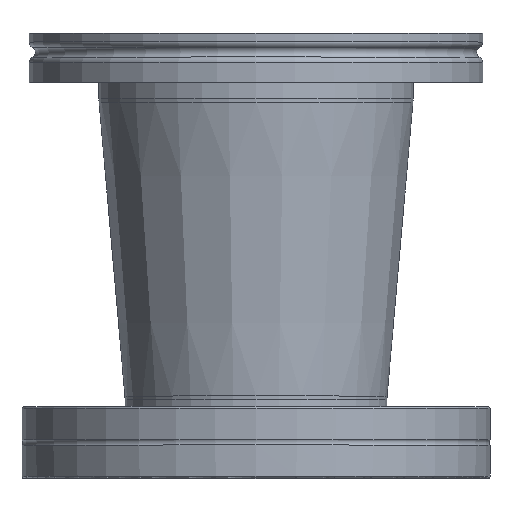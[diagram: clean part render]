
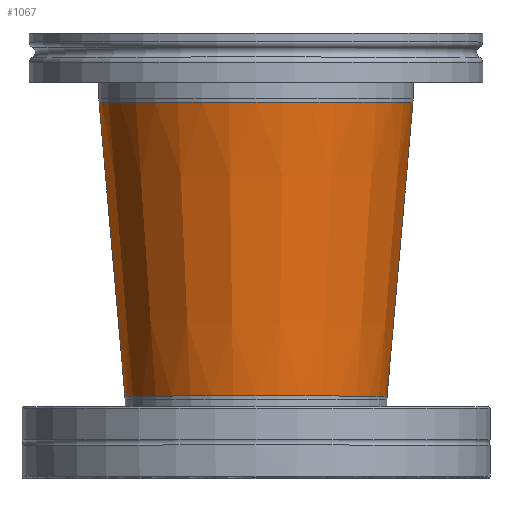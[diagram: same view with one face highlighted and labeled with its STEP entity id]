
A CAD part, top view. The second image highlights one B-rep face of the part: STEP entity #1067.
In plain terms, the highlighted conical face has half-angle 5.033 degrees and reference radius 34.925 mm.
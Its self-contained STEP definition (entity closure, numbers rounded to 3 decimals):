
#80=CONICAL_SURFACE('',#1239,34.925,5.033);
#204=FACE_BOUND('',#451,.T.);
#286=FACE_OUTER_BOUND('',#450,.T.);
#450=EDGE_LOOP('',(#960));
#451=EDGE_LOOP('',(#961));
#544=CIRCLE('',#1237,31.789);
#546=CIRCLE('',#1240,38.061);
#642=VERTEX_POINT('',#2124);
#644=VERTEX_POINT('',#2129);
#750=EDGE_CURVE('',#642,#642,#544,.T.);
#752=EDGE_CURVE('',#644,#644,#546,.T.);
#960=ORIENTED_EDGE('',*,*,#752,.F.);
#961=ORIENTED_EDGE('',*,*,#750,.F.);
#1067=ADVANCED_FACE('',(#286,#204),#80,.T.);
#1237=AXIS2_PLACEMENT_3D('',#2125,#1579,#1580);
#1239=AXIS2_PLACEMENT_3D('',#2128,#1583,#1584);
#1240=AXIS2_PLACEMENT_3D('',#2130,#1585,#1586);
#1579=DIRECTION('center_axis',(-1.,0.,0.));
#1580=DIRECTION('ref_axis',(0.,0.,
1.));
#1583=DIRECTION('center_axis',(1.,0.,0.));
#1584=DIRECTION('ref_axis',(0.,0.,-1.));
#1585=DIRECTION('center_axis',(1.,0.,0.));
#1586=DIRECTION('ref_axis',(0.,0.,1.));
#2124=CARTESIAN_POINT('',(-71.662,0.,-31.789));
#2125=CARTESIAN_POINT('Origin',(-71.662,0.,
0.));
#2128=CARTESIAN_POINT('Origin',(-36.05,0.,0.));
#2129=CARTESIAN_POINT('',(-0.438,0.,-38.061));
#2130=CARTESIAN_POINT('Origin',(-0.438,0.,0.));
